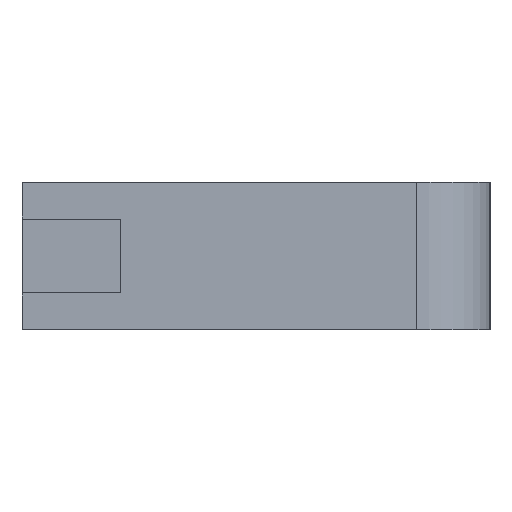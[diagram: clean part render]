
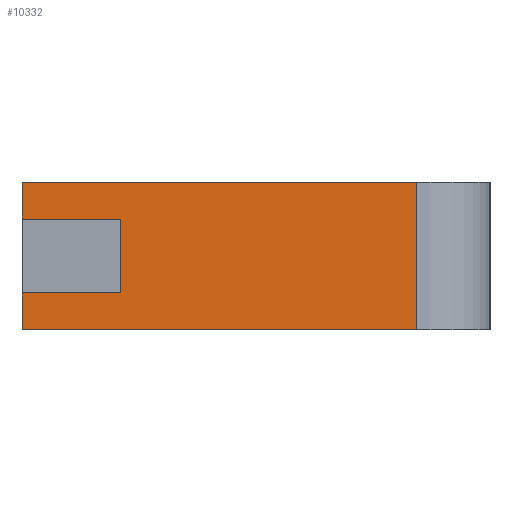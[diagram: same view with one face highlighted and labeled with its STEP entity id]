
A CAD part, left-side view. The second image highlights one B-rep face of the part: STEP entity #10332.
In plain terms, the highlighted planar face has unit normal (-1, 0, 0).
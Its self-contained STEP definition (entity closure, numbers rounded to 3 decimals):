
#711 = VERTEX_POINT ( 'NONE', #27375 ) ;
#1368 = CARTESIAN_POINT ( 'NONE',  ( -29.5, -6.5, 3. ) ) ;
#1684 = CARTESIAN_POINT ( 'NONE',  ( -29.5, 9.5, -1.5 ) ) ;
#1749 = DIRECTION ( 'NONE',  ( 0., 0., -1. ) ) ;
#2107 = ORIENTED_EDGE ( 'NONE', *, *, #16175, .T. ) ;
#2642 = EDGE_CURVE ( 'NONE', #20663, #4122, #25555, .T. ) ;
#2708 = LINE ( 'NONE', #23060, #12209 ) ;
#3303 = CARTESIAN_POINT ( 'NONE',  ( -29.5, 9.5, 3. ) ) ;
#3972 = PLANE ( 'NONE',  #25671 ) ;
#4122 = VERTEX_POINT ( 'NONE', #22285 ) ;
#5438 = ORIENTED_EDGE ( 'NONE', *, *, #2642, .F. ) ;
#5753 = ORIENTED_EDGE ( 'NONE', *, *, #24942, .T. ) ;
#6238 = DIRECTION ( 'NONE',  ( 1., 0., 0. ) ) ;
#6517 = DIRECTION ( 'NONE',  ( 0., 1., 0. ) ) ;
#6764 = DIRECTION ( 'NONE',  ( 0., -1., 0. ) ) ;
#6828 = EDGE_CURVE ( 'NONE', #4122, #711, #9548, .T. ) ;
#7191 = CARTESIAN_POINT ( 'NONE',  ( -29.5, 9.5, 3. ) ) ;
#7729 = DIRECTION ( 'NONE',  ( 0., -1., 0. ) ) ;
#9044 = ORIENTED_EDGE ( 'NONE', *, *, #24417, .T. ) ;
#9251 = DIRECTION ( 'NONE',  ( 0., 0., -1. ) ) ;
#9536 = EDGE_CURVE ( 'NONE', #17541, #20663, #24538, .T. ) ;
#9548 = LINE ( 'NONE', #11034, #27031 ) ;
#9943 = CARTESIAN_POINT ( 'NONE',  ( -29.5, 5.5, -1.5 ) ) ;
#10332 = ADVANCED_FACE ( 'NONE', ( #16069 ), #3972, .F. ) ;
#10475 = DIRECTION ( 'NONE',  ( 0., -1., 0. ) ) ;
#10584 = CARTESIAN_POINT ( 'NONE',  ( -29.5, -6.5, -3. ) ) ;
#11034 = CARTESIAN_POINT ( 'NONE',  ( -29.5, 9.5, 1.5 ) ) ;
#11237 = ORIENTED_EDGE ( 'NONE', *, *, #25518, .T. ) ;
#11447 = VECTOR ( 'NONE', #7729, 1000. ) ;
#12090 = VERTEX_POINT ( 'NONE', #10584 ) ;
#12209 = VECTOR ( 'NONE', #6764, 1000. ) ;
#12304 = EDGE_CURVE ( 'NONE', #23214, #18367, #2708, .T. ) ;
#12320 = CARTESIAN_POINT ( 'NONE',  ( -29.5, 9.5, -1.5 ) ) ;
#12695 = DIRECTION ( 'NONE',  ( 0., 0., 1. ) ) ;
#14799 = DIRECTION ( 'NONE',  ( 0., 0., 1. ) ) ;
#15084 = CARTESIAN_POINT ( 'NONE',  ( -29.5, 9.5, -3. ) ) ;
#15933 = EDGE_LOOP ( 'NONE', ( #9044, #2107, #24217, #11237, #26543, #5438, #30073, #5753 ) ) ;
#16069 = FACE_OUTER_BOUND ( 'NONE', #15933, .T. ) ;
#16175 = EDGE_CURVE ( 'NONE', #12090, #18367, #19881, .T. ) ;
#17541 = VERTEX_POINT ( 'NONE', #1684 ) ;
#18367 = VERTEX_POINT ( 'NONE', #1368 ) ;
#18493 = LINE ( 'NONE', #7191, #23594 ) ;
#18780 = VECTOR ( 'NONE', #27532, 1000. ) ;
#19881 = LINE ( 'NONE', #26613, #26812 ) ;
#20663 = VERTEX_POINT ( 'NONE', #27132 ) ;
#22057 = VECTOR ( 'NONE', #10475, 1000. ) ;
#22285 = CARTESIAN_POINT ( 'NONE',  ( -29.5, 5.5, 1.5 ) ) ;
#22949 = CARTESIAN_POINT ( 'NONE',  ( -29.5, 9.5, 3. ) ) ;
#23060 = CARTESIAN_POINT ( 'NONE',  ( -29.5, -9.5, 3. ) ) ;
#23214 = VERTEX_POINT ( 'NONE', #3303 ) ;
#23594 = VECTOR ( 'NONE', #9251, 1000. ) ;
#24217 = ORIENTED_EDGE ( 'NONE', *, *, #12304, .F. ) ;
#24417 = EDGE_CURVE ( 'NONE', #29333, #12090, #28977, .T. ) ;
#24538 = LINE ( 'NONE', #12320, #11447 ) ;
#24889 = CARTESIAN_POINT ( 'NONE',  ( -29.5, -9.5, 3. ) ) ;
#24942 = EDGE_CURVE ( 'NONE', #17541, #29333, #24970, .T. ) ;
#24970 = LINE ( 'NONE', #22949, #18780 ) ;
#25518 = EDGE_CURVE ( 'NONE', #23214, #711, #18493, .T. ) ;
#25555 = LINE ( 'NONE', #9943, #28801 ) ;
#25671 = AXIS2_PLACEMENT_3D ( 'NONE', #24889, #6238, #1749 ) ;
#26543 = ORIENTED_EDGE ( 'NONE', *, *, #6828, .F. ) ;
#26613 = CARTESIAN_POINT ( 'NONE',  ( -29.5, -6.5, 3. ) ) ;
#26812 = VECTOR ( 'NONE', #14799, 1000. ) ;
#27031 = VECTOR ( 'NONE', #6517, 1000. ) ;
#27132 = CARTESIAN_POINT ( 'NONE',  ( -29.5, 5.5, -1.5 ) ) ;
#27375 = CARTESIAN_POINT ( 'NONE',  ( -29.5, 9.5, 1.5 ) ) ;
#27532 = DIRECTION ( 'NONE',  ( 0., 0., -1. ) ) ;
#27569 = CARTESIAN_POINT ( 'NONE',  ( -29.5, -9.5, -3. ) ) ;
#28801 = VECTOR ( 'NONE', #12695, 1000. ) ;
#28977 = LINE ( 'NONE', #27569, #22057 ) ;
#29333 = VERTEX_POINT ( 'NONE', #15084 ) ;
#30073 = ORIENTED_EDGE ( 'NONE', *, *, #9536, .F. ) ;
